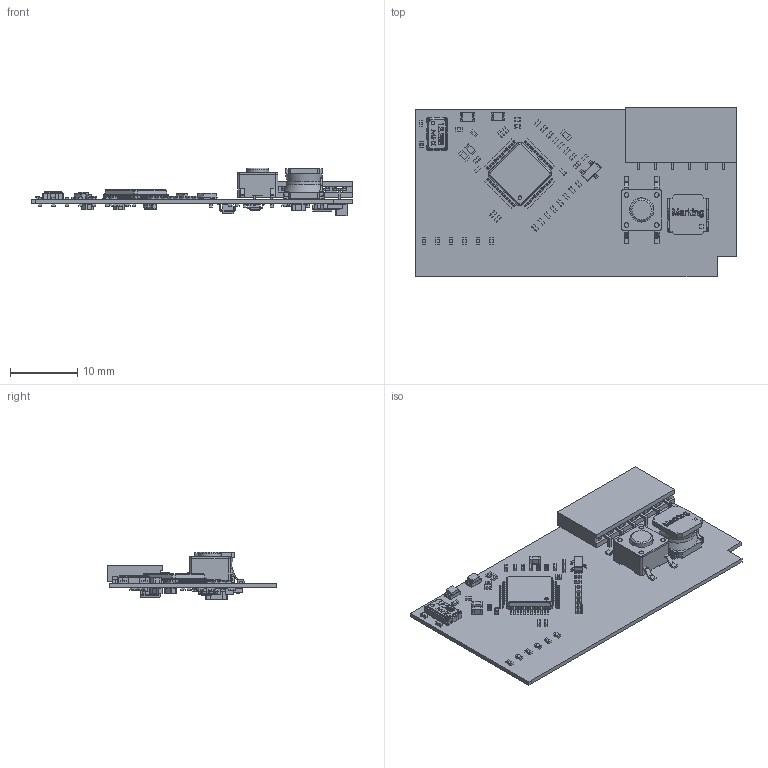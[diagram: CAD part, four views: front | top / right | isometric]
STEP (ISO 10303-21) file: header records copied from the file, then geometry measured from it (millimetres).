
FILE_DESCRIPTION(('Open CASCADE Model'),'2;1');
FILE_NAME('Open CASCADE Shape Model','2025-03-23T13:05:17',('Author'),( 'Open CASCADE'),'Open CASCADE STEP processor 6.8','Open CASCADE 6.8' ,'Unknown');
FILE_SCHEMA(('AUTOMOTIVE_DESIGN { 1 0 10303 214 1 1 1 1 }'));
Length unit declared in the file: millimetre
Products named in the file (129): PCB; Board; Open CASCADE STEP translator 6.8 1.1.1; R30; CRCW040210K0FKEDC; term1; term2; body; R25; R19; R18; C18; C0402C103K1RACAUTO; Fillet1; Fillet2; body2; C17; Y1; OSC5032; U7; sot23-5_p0-95_l3-0_w1-7; U6; DBZ0003A; DBZ0003A_2; DBZ0003A_1; U5; SOT23-6; U3; DDC0006A; DDC0006A_2; DDC0006A_1; U2; 2_54_x_6_pitch_connector_; Pitch_x_8; Plastic_x_8; Open CASCADE STEP translator 6.8 1.13.1.3; U1; F280025PTSR; BODY_VBH48A; LEAD_VBH48A ...
Assembly tree (252 placements, depth 4):
  PCB
    Board
      Open CASCADE STEP translator 6.8 1.1.1
    R30
      CRCW040210K0FKEDC
        term1
        term2
        body
    R25
      CRCW040210K0FKEDC
        term1
        term2
        body
    R19
      CRCW040210K0FKEDC
        term1
        term2
        body
    R18
      CRCW040210K0FKEDC
        term1
        term2
        body
    C18
      C0402C103K1RACAUTO
        Fillet1
        Fillet2
        body2
    C17
      C0402C103K1RACAUTO
        Fillet1
        Fillet2
        body2
    Y1
      OSC5032
    U7
      sot23-5_p0-95_l3-0_w1-7
    U6
      DBZ0003A
        DBZ0003A_2
        DBZ0003A_1  x3
    U5
      SOT23-6
    U3
      DDC0006A
        DDC0006A_2
        DDC0006A_1  x6
    U2
      2_54_x_6_pitch_connector_
        Pitch_x_8
        Plastic_x_8
        Open CASCADE STEP translator 6.8 1.13.1.3
    U1
      F280025PTSR
        BODY_VBH48A
        LEAD_VBH48A  x48
    SW1
      LL3301_SMD_Button
        LL3301_SMT
        TopPlate
Bounding box: 47.8 x 25.3 x 7.09 mm (x, y, z)
Volume: 1454.1 mm3; surface area: 4693.2 mm2
Topology: 300 solids, 300 shells, 4709 faces, 11302 edges, 6913 vertices
Faces by surface type: plane 2918, cylinder 1305, sphere 316, bspline 135, torus 19, extrusion 16
Full cylindrical faces by diameter (mm): 0.7 x4, 3.3 x1, 3.6 x1, 4 x1
Entity records: 64354 total; most frequent: CARTESIAN_POINT 18060, ORIENTED_EDGE 8382, DIRECTION 8037, EDGE_CURVE 4191, VECTOR 3151, LINE 3135, VERTEX_POINT 2699, AXIS2_PLACEMENT_3D 2443
